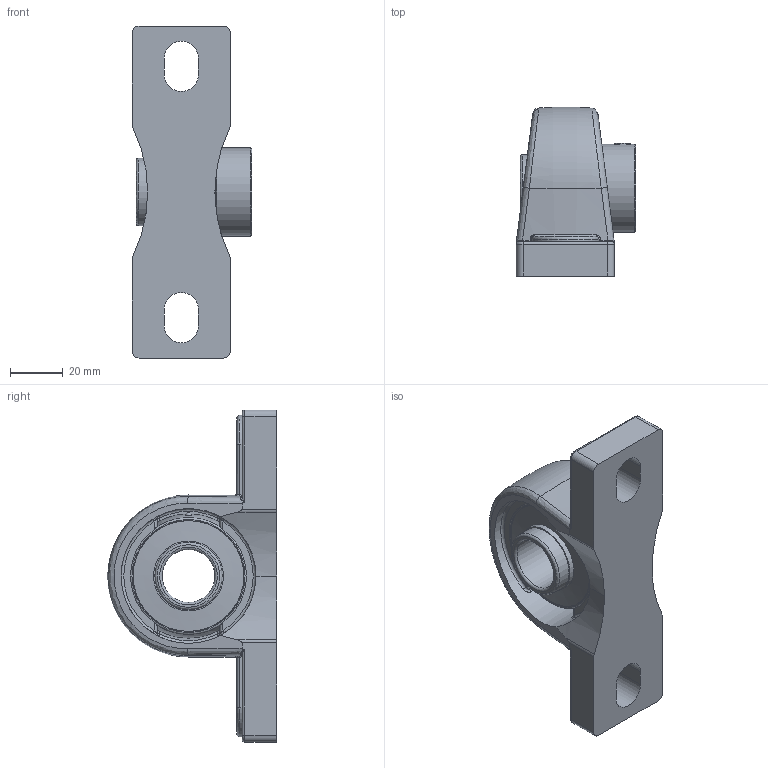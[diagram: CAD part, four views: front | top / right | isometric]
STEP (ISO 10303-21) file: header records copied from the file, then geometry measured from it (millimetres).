
FILE_DESCRIPTION(('HOOPS Exchange Step'),'2;1');
FILE_NAME('export-F1267436-565F-4F07-83C0-A15642D9D67F.stp','2020-05-21T07:17:47-07:00',('dkerr'),('Alibre'),'HOOPS Exchange 2020.0','Alibre','Unknown authorisation');
FILE_SCHEMA( ('AP242_MANAGED_MODEL_BASED_3D_ENGINEERING_MIM_LF {1 0 10303 442 1 1 4 }') );
Length unit declared in the file: inch
Products named in the file (8): MRN SPM 201-204 L4L; SHC 204 (7.938mm) (Ball Bearing); SHC 204 (Setscrew); SHC 204 (Shield); SHC 204 (Collar); SHC 204 L4L (20mm) (Race); MRN SHC 204 L4L (20mm); MRN SHCSPM 204 L4L (20mm)
Assembly tree (7 placements, depth 3):
  MRN SHCSPM 204 L4L (20mm)
    MRN SPM 201-204 L4L
    MRN SHC 204 L4L (20mm)
      SHC 204 (7.938mm) (Ball Bearing)
      SHC 204 (Setscrew)
      SHC 204 (Shield)
      SHC 204 (Collar)
      SHC 204 L4L (20mm) (Race)
Bounding box: 45.1 x 63.9 x 125.5 mm (x, y, z)
Volume: 100217.9 mm3; surface area: 42085.9 mm2
Topology: 15 solids, 15 shells, 193 faces, 507 edges, 323 vertices
Faces by surface type: cylinder 68, plane 52, torus 25, bspline 22, sphere 15, cone 11
Full cylindrical faces by diameter (mm): 6.35 x2, 20 x2, 23.368 x2, 25.4 x4, 26.416 x2, 33.3 x1, 38.1 x2, 41.91 x4, 50.911 x2, 54.25 x1
Entity records: 12677 total; most frequent: CARTESIAN_POINT 7745, DIRECTION 1037, ORIENTED_EDGE 964, EDGE_CURVE 482, AXIS2_PLACEMENT_3D 441, VERTEX_POINT 323, CIRCLE 227, EDGE_LOOP 215
